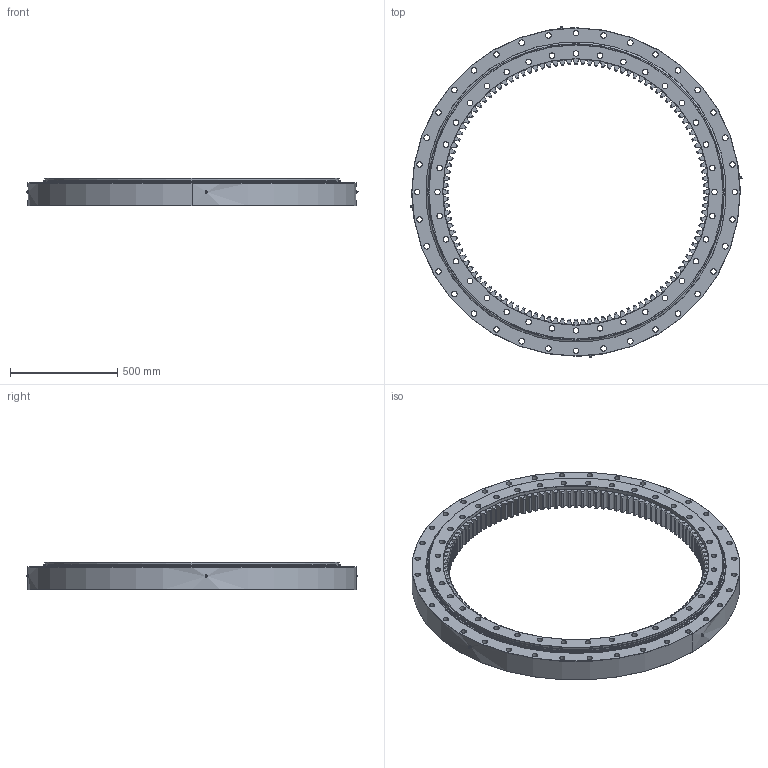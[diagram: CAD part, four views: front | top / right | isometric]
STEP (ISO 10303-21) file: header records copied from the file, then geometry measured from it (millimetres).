
FILE_DESCRIPTION (( 'STEP AP214' ), '1' );
FILE_NAME ('I.1530.40.12.D.1-RV.STEP', '2016-06-09T09:05:31', ( '' ), ( '' ), 'SwSTEP 2.0', 'SolidWorks 2015', '' );
FILE_SCHEMA (( 'AUTOMOTIVE_DESIGN' ));
Length unit declared in the file: millimetre
Products named in the file (7): I.1530.40.12.D.1-RV - IR; I.1530.40.12.D.1-RV - OR Seal; Grease nipple M10x1mm; I.1530.40.12.D.1-RV; I.1530.40.12.D.1-RV - IR Seal; Roller L40; I.1530.40.12.D.1-RV - OR
Assembly tree (128 placements, depth 2):
  I.1530.40.12.D.1-RV
    I.1530.40.12.D.1-RV - IR
    I.1530.40.12.D.1-RV - OR
    I.1530.40.12.D.1-RV - IR Seal
    I.1530.40.12.D.1-RV - OR Seal
    Roller L40  x120
    Grease nipple M10x1mm  x4
Bounding box: 1546.53 x 1546.53 x 130 mm (x, y, z)
Volume: 71504346 mm3; surface area: 5571456.9 mm2
Topology: 128 solids, 128 shells, 1863 faces, 4165 edges, 2573 vertices
Faces by surface type: cylinder 572, torus 526, cone 336, plane 307, bspline 122
Entity records: 67512 total; most frequent: CARTESIAN_POINT 46012, ORIENTED_EDGE 4566, DIRECTION 4128, EDGE_CURVE 2283, AXIS2_PLACEMENT_3D 1813, VERTEX_POINT 1495, CIRCLE 995, EDGE_LOOP 980
